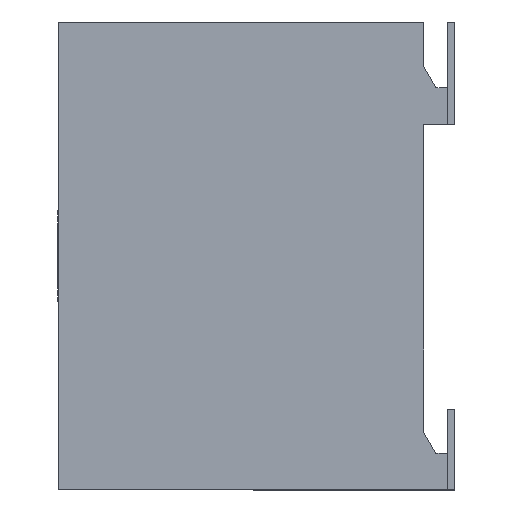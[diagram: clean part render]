
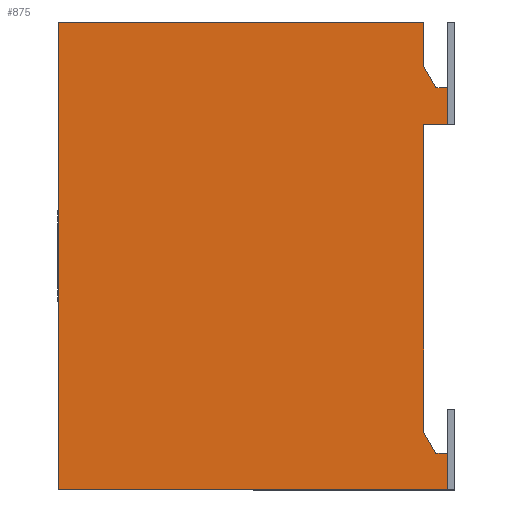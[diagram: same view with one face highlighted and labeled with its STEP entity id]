
A CAD part, left-side view. The second image highlights one B-rep face of the part: STEP entity #875.
In plain terms, the highlighted planar face has unit normal (-1, 0, 0).
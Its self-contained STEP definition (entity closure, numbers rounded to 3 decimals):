
#31=FACE_OUTER_BOUND('',#75,.T.);
#75=EDGE_LOOP('',(#614,#615,#616,#617,#618,#619,#620,#621,#622,#623,#624,
#625));
#145=LINE('',#1253,#269);
#146=LINE('',#1255,#270);
#147=LINE('',#1257,#271);
#148=LINE('',#1259,#272);
#149=LINE('',#1261,#273);
#150=LINE('',#1263,#274);
#151=LINE('',#1265,#275);
#152=LINE('',#1267,#276);
#153=LINE('',#1269,#277);
#154=LINE('',#1271,#278);
#155=LINE('',#1273,#279);
#156=LINE('',#1274,#280);
#269=VECTOR('',#1009,1.);
#270=VECTOR('',#1010,1.);
#271=VECTOR('',#1011,1.);
#272=VECTOR('',#1012,1.);
#273=VECTOR('',#1013,1.);
#274=VECTOR('',#1014,1.);
#275=VECTOR('',#1015,1.);
#276=VECTOR('',#1016,1.);
#277=VECTOR('',#1017,1.);
#278=VECTOR('',#1018,1.);
#279=VECTOR('',#1019,1.);
#280=VECTOR('',#1020,1.);
#389=VERTEX_POINT('',#1251);
#390=VERTEX_POINT('',#1252);
#391=VERTEX_POINT('',#1254);
#392=VERTEX_POINT('',#1256);
#393=VERTEX_POINT('',#1258);
#394=VERTEX_POINT('',#1260);
#395=VERTEX_POINT('',#1262);
#396=VERTEX_POINT('',#1264);
#397=VERTEX_POINT('',#1266);
#398=VERTEX_POINT('',#1268);
#399=VERTEX_POINT('',#1270);
#400=VERTEX_POINT('',#1272);
#481=EDGE_CURVE('',#389,#390,#145,.T.);
#482=EDGE_CURVE('',#391,#389,#146,.T.);
#483=EDGE_CURVE('',#392,#391,#147,.T.);
#484=EDGE_CURVE('',#393,#392,#148,.T.);
#485=EDGE_CURVE('',#394,#393,#149,.T.);
#486=EDGE_CURVE('',#395,#394,#150,.T.);
#487=EDGE_CURVE('',#395,#396,#151,.T.);
#488=EDGE_CURVE('',#396,#397,#152,.T.);
#489=EDGE_CURVE('',#398,#397,#153,.T.);
#490=EDGE_CURVE('',#399,#398,#154,.T.);
#491=EDGE_CURVE('',#400,#399,#155,.T.);
#492=EDGE_CURVE('',#400,#390,#156,.T.);
#614=ORIENTED_EDGE('',*,*,#481,.F.);
#615=ORIENTED_EDGE('',*,*,#482,.F.);
#616=ORIENTED_EDGE('',*,*,#483,.F.);
#617=ORIENTED_EDGE('',*,*,#484,.F.);
#618=ORIENTED_EDGE('',*,*,#485,.F.);
#619=ORIENTED_EDGE('',*,*,#486,.F.);
#620=ORIENTED_EDGE('',*,*,#487,.T.);
#621=ORIENTED_EDGE('',*,*,#488,.T.);
#622=ORIENTED_EDGE('',*,*,#489,.F.);
#623=ORIENTED_EDGE('',*,*,#490,.F.);
#624=ORIENTED_EDGE('',*,*,#491,.F.);
#625=ORIENTED_EDGE('',*,*,#492,.T.);
#831=PLANE('',#921);
#875=ADVANCED_FACE('',(#31),#831,.F.);
#921=AXIS2_PLACEMENT_3D('',#1250,#1007,#1008);
#1007=DIRECTION('center_axis',(1.,0.,0.));
#1008=DIRECTION('ref_axis',(0.,-1.,0.));
#1009=DIRECTION('',(0.,-1.,0.));
#1010=DIRECTION('',(0.,-0.5,-0.866));
#1011=DIRECTION('',(0.,0.,-1.));
#1012=DIRECTION('',(0.,1.,0.));
#1013=DIRECTION('',(0.,0.,-1.));
#1014=DIRECTION('',(0.,-1.,0.));
#1015=DIRECTION('',(0.,0.5,0.866));
#1016=DIRECTION('',(0.,0.,1.));
#1017=DIRECTION('',(0.,-1.,0.));
#1018=DIRECTION('',(0.,0.,1.));
#1019=DIRECTION('',(0.,1.,0.));
#1020=DIRECTION('',(0.,0.,1.));
#1250=CARTESIAN_POINT('Origin',(26.007,128.145,54.246));
#1251=CARTESIAN_POINT('',(26.007,24.8,0.246));
#1252=CARTESIAN_POINT('',(26.007,21.645,0.246));
#1253=CARTESIAN_POINT('',(26.007,75.895,0.246));
#1254=CARTESIAN_POINT('',(26.007,28.145,6.046));
#1255=CARTESIAN_POINT('',(26.007,26.761,3.646));
#1256=CARTESIAN_POINT('',(26.007,28.145,90.246));
#1257=CARTESIAN_POINT('',(26.007,28.145,46.646));
#1258=CARTESIAN_POINT('',(26.007,21.645,90.246));
#1259=CARTESIAN_POINT('',(26.007,24.395,90.246));
#1260=CARTESIAN_POINT('',(26.007,21.645,100.246));
#1261=CARTESIAN_POINT('',(26.007,21.645,54.246));
#1262=CARTESIAN_POINT('',(26.007,24.8,100.246));
#1263=CARTESIAN_POINT('',(26.007,75.895,100.246));
#1264=CARTESIAN_POINT('',(26.007,28.145,106.046));
#1265=CARTESIAN_POINT('',(26.007,26.761,103.646));
#1266=CARTESIAN_POINT('',(26.007,28.145,118.246));
#1267=CARTESIAN_POINT('',(26.007,28.145,111.146));
#1268=CARTESIAN_POINT('',(26.007,128.145,118.246));
#1269=CARTESIAN_POINT('',(26.007,77.145,118.246));
#1270=CARTESIAN_POINT('',(26.007,128.145,-9.754));
#1271=CARTESIAN_POINT('',(26.007,128.145,54.246));
#1272=CARTESIAN_POINT('',(26.007,21.645,-9.754));
#1273=CARTESIAN_POINT('',(26.007,73.895,-9.754));
#1274=CARTESIAN_POINT('',(26.007,21.645,27.246));
